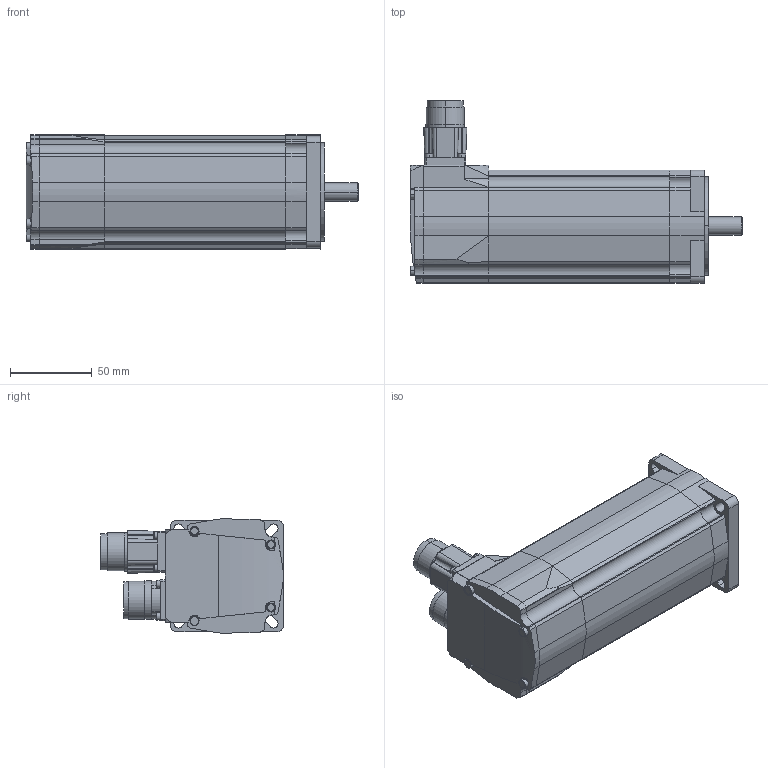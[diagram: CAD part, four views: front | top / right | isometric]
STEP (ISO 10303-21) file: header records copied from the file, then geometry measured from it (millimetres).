
FILE_DESCRIPTION(('STEP AP242'),'1');
FILE_NAME('bsh0701p01f1a.stp','2021-03-05T08:59:16',('TraceParts'),('TraceParts S.A.'),'Spatial InterOp 3D',' ',' ');
FILE_SCHEMA(('AP242_MANAGED_MODEL_BASED_3D_ENGINEERING_MIM_LF {1 0 10303 442 1 1 4}'));
Length unit declared in the file: millimetre
Products named in the file (1): bsh0701p01f1a_1
Bounding box: 202.5 x 111.5 x 69.89 mm (x, y, z)
Volume: 776363.5 mm3; surface area: 92577.7 mm2
Topology: 7 solids, 7 shells, 435 faces, 1095 edges, 719 vertices
Faces by surface type: cylinder 215, plane 165, cone 33, torus 22
Entity records: 13405 total; most frequent: DIRECTION 2483, CARTESIAN_POINT 2452, ORIENTED_EDGE 2186, EDGE_CURVE 1093, AXIS2_PLACEMENT_3D 981, VERTEX_POINT 719, CIRCLE 527, LINE 521
